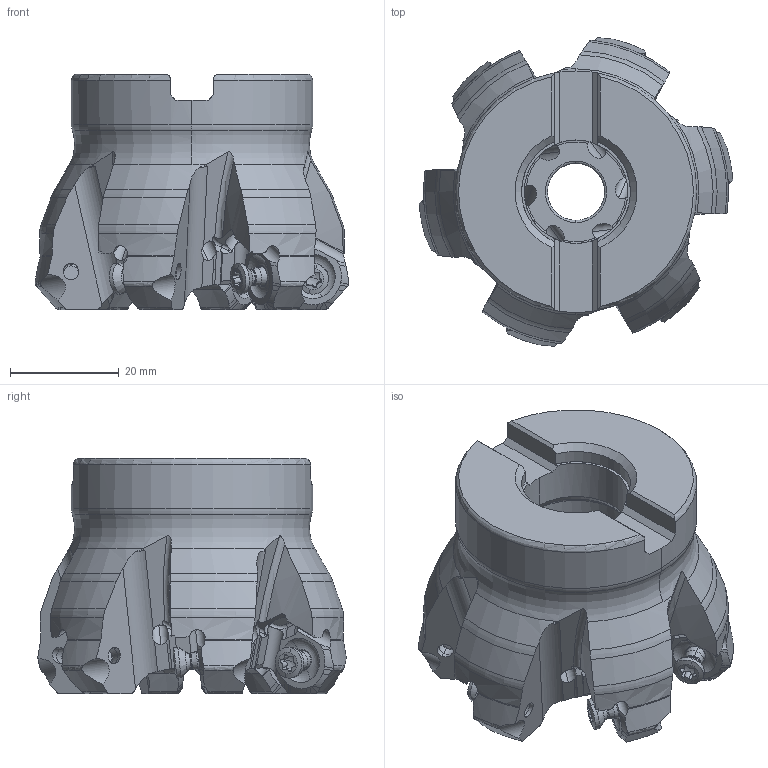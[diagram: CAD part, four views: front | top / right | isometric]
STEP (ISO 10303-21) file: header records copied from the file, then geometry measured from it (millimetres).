
FILE_DESCRIPTION(/* description */ (''),/* implementation_level */ '2;1');
FILE_NAME(/* name */ 'AHX440SUR0206AA.stp',/* time_stamp */ '2017-10-20T17:32:42+09:00',/* author */ (''),/* organization */ (''),/* preprocessor_version */ 'ST-DEVELOPER v16',/* originating_system */ 'SIEMENS PLM Software NX 10.0',/* authorisation */ '');
FILE_SCHEMA (('AUTOMOTIVE_DESIGN { 1 0 10303 214 3 1 1 1 }'));
Length unit declared in the file: millimetre
Products named in the file (1): AHX440SUR0206AA_ASM
Bounding box: 57.79 x 56.88 x 43.3 mm (x, y, z)
Volume: 53662.7 mm3; surface area: 16064.2 mm2
Topology: 7 solids, 7 shells, 825 faces, 2372 edges, 1550 vertices
Faces by surface type: cylinder 330, plane 195, torus 154, cone 74, extrusion 36, bspline 24, sphere 12
Entity records: 34682 total; most frequent: CARTESIAN_POINT 13666, ORIENTED_EDGE 4720, DIRECTION 4074, EDGE_CURVE 2360, AXIS2_PLACEMENT_3D 1701, VERTEX_POINT 1550, B_SPLINE_CURVE_WITH_KNOTS 856, EDGE_LOOP 852
